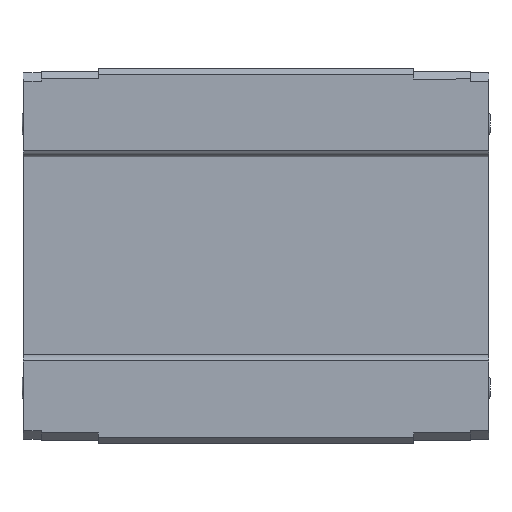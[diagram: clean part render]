
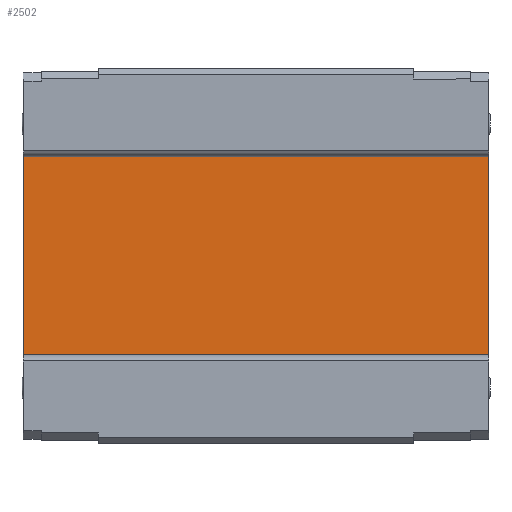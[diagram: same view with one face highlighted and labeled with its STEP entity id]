
A CAD part, front view. The second image highlights one B-rep face of the part: STEP entity #2502.
In plain terms, the highlighted planar face has unit normal (0, -1, 0).
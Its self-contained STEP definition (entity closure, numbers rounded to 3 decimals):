
#307 = VERTEX_POINT ( 'NONE', #1183 ) ;
#329 = EDGE_CURVE ( 'NONE', #307, #334, #1224, .T. ) ;
#334 = VERTEX_POINT ( 'NONE', #1213 ) ;
#424 = VERTEX_POINT ( 'NONE', #1381 ) ;
#427 = EDGE_CURVE ( 'NONE', #431, #424, #1380, .T. ) ;
#431 = VERTEX_POINT ( 'NONE', #1370 ) ;
#1183 = CARTESIAN_POINT ( 'NONE',  ( -15.5, 3.2, -6.7 ) ) ;
#1213 = CARTESIAN_POINT ( 'NONE',  ( -15.5, 3.2, 6.7 ) ) ;
#1221 = DIRECTION ( 'NONE',  ( 0., 0., 1. ) ) ;
#1222 = VECTOR ( 'NONE', #1221, 1000. ) ;
#1223 = CARTESIAN_POINT ( 'NONE',  ( -15.5, 3.2, -6.7 ) ) ;
#1224 = LINE ( 'NONE', #1223, #1222 ) ;
#1370 = CARTESIAN_POINT ( 'NONE',  ( 15.5, 3.2, 6.7 ) ) ;
#1377 = DIRECTION ( 'NONE',  ( 0., 0., -1. ) ) ;
#1378 = VECTOR ( 'NONE', #1377, 1000. ) ;
#1379 = CARTESIAN_POINT ( 'NONE',  ( 15.5, 3.2, 6.7 ) ) ;
#1380 = LINE ( 'NONE', #1379, #1378 ) ;
#1381 = CARTESIAN_POINT ( 'NONE',  ( 15.5, 3.2, -6.7 ) ) ;
#2042 = DIRECTION ( 'NONE',  ( -1., 0., 0. ) ) ;
#2043 = VECTOR ( 'NONE', #2042, 1000. ) ;
#2044 = CARTESIAN_POINT ( 'NONE',  ( 10.5, 3.2, 6.7 ) ) ;
#2045 = LINE ( 'NONE', #2044, #2043 ) ;
#2046 = DIRECTION ( 'NONE',  ( 0., 0., 1. ) ) ;
#2047 = DIRECTION ( 'NONE',  ( 0., 1., 0. ) ) ;
#2048 = CARTESIAN_POINT ( 'NONE',  ( 10.5, 3.2, 6.7 ) ) ;
#2049 = AXIS2_PLACEMENT_3D ( 'NONE', #2048, #2047, #2046 ) ;
#2050 = PLANE ( 'NONE',  #2049 ) ;
#2051 = FACE_OUTER_BOUND ( 'NONE', #2547, .T. ) ;
#2106 = DIRECTION ( 'NONE',  ( -1., 0., 0. ) ) ;
#2107 = VECTOR ( 'NONE', #2106, 1000. ) ;
#2108 = CARTESIAN_POINT ( 'NONE',  ( 10.5, 3.2, -6.7 ) ) ;
#2109 = LINE ( 'NONE', #2108, #2107 ) ;
#2502 = ADVANCED_FACE ( 'NONE', ( #2051 ), #2050, .F. ) ;
#2505 = EDGE_CURVE ( 'NONE', #431, #334, #2045, .T. ) ;
#2525 = ORIENTED_EDGE ( 'NONE', *, *, #427, .F. ) ;
#2544 = EDGE_CURVE ( 'NONE', #424, #307, #2109, .T. ) ;
#2545 = ORIENTED_EDGE ( 'NONE', *, *, #2544, .F. ) ;
#2546 = ORIENTED_EDGE ( 'NONE', *, *, #2505, .T. ) ;
#2547 = EDGE_LOOP ( 'NONE', ( #2546, #2548, #2545, #2525 ) ) ;
#2548 = ORIENTED_EDGE ( 'NONE', *, *, #329, .F. ) ;
